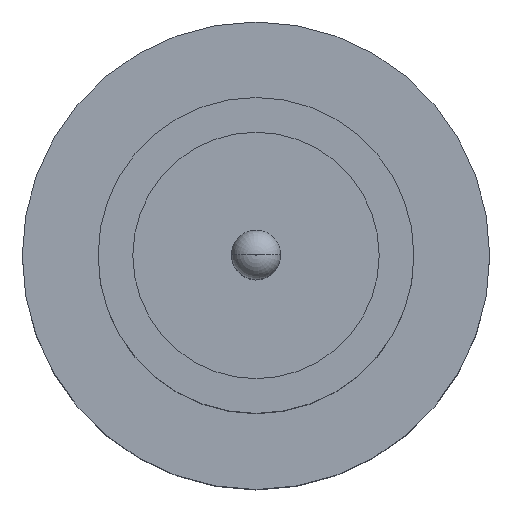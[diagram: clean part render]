
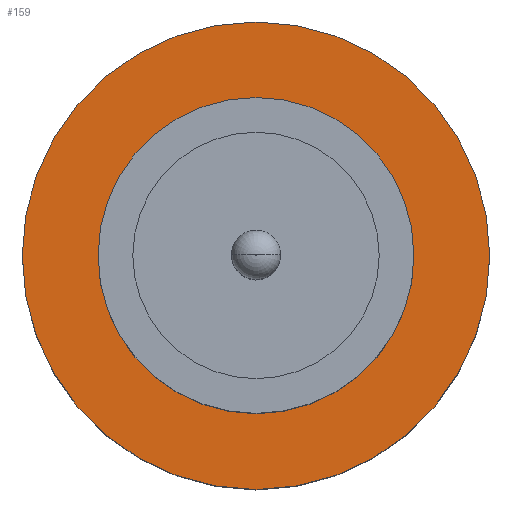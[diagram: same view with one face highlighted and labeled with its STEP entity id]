
A CAD part, top view. The second image highlights one B-rep face of the part: STEP entity #159.
In plain terms, the highlighted planar face has unit normal (0, 0, 1).
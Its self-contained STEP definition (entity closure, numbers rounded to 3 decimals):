
#38 = CARTESIAN_POINT ( 'NONE',  ( 0., 0., 1.55 ) ) ;
#64 = PLANE ( 'NONE',  #419 ) ;
#84 = AXIS2_PLACEMENT_3D ( 'NONE', #143, #644, #276 ) ;
#130 = DIRECTION ( 'NONE',  ( 1., 0., 0. ) ) ;
#143 = CARTESIAN_POINT ( 'NONE',  ( 0., 0., 1.55 ) ) ;
#144 = CARTESIAN_POINT ( 'NONE',  ( 0., 0., 1.55 ) ) ;
#145 = CARTESIAN_POINT ( 'NONE',  ( 0., 0., 1.55 ) ) ;
#159 = ADVANCED_FACE ( 'NONE', ( #409, #221 ), #64, .T. ) ;
#160 = ORIENTED_EDGE ( 'NONE', *, *, #174, .T. ) ;
#174 = EDGE_CURVE ( 'NONE', #199, #649, #529, .T. ) ;
#181 = AXIS2_PLACEMENT_3D ( 'NONE', #38, #353, #356 ) ;
#183 = ORIENTED_EDGE ( 'NONE', *, *, #751, .F. ) ;
#190 = CARTESIAN_POINT ( 'NONE',  ( 1.85, 0., 1.55 ) ) ;
#199 = VERTEX_POINT ( 'NONE', #573 ) ;
#203 = CIRCLE ( 'NONE', #181, 1.25 ) ;
#209 = CARTESIAN_POINT ( 'NONE',  ( 1.25, 0., 1.55 ) ) ;
#211 = DIRECTION ( 'NONE',  ( 1., 0., 0. ) ) ;
#221 = FACE_OUTER_BOUND ( 'NONE', #664, .T. ) ;
#230 = VERTEX_POINT ( 'NONE', #703 ) ;
#251 = VERTEX_POINT ( 'NONE', #209 ) ;
#270 = AXIS2_PLACEMENT_3D ( 'NONE', #144, #326, #130 ) ;
#276 = DIRECTION ( 'NONE',  ( 1., 0., 0. ) ) ;
#302 = CIRCLE ( 'NONE', #324, 1.85 ) ;
#313 = EDGE_CURVE ( 'NONE', #251, #230, #203, .T. ) ;
#324 = AXIS2_PLACEMENT_3D ( 'NONE', #333, #684, #754 ) ;
#326 = DIRECTION ( 'NONE',  ( 0., 0., 1. ) ) ;
#333 = CARTESIAN_POINT ( 'NONE',  ( 0., 0., 1.55 ) ) ;
#353 = DIRECTION ( 'NONE',  ( 0., 0., 1. ) ) ;
#356 = DIRECTION ( 'NONE',  ( 1., 0., 0. ) ) ;
#409 = FACE_BOUND ( 'NONE', #676, .T. ) ;
#419 = AXIS2_PLACEMENT_3D ( 'NONE', #145, #759, #211 ) ;
#529 = CIRCLE ( 'NONE', #84, 1.85 ) ;
#549 = ORIENTED_EDGE ( 'NONE', *, *, #313, .F. ) ;
#573 = CARTESIAN_POINT ( 'NONE',  ( -1.85, 0., 1.55 ) ) ;
#642 = ORIENTED_EDGE ( 'NONE', *, *, #692, .T. ) ;
#644 = DIRECTION ( 'NONE',  ( 0., 0., 1. ) ) ;
#649 = VERTEX_POINT ( 'NONE', #190 ) ;
#664 = EDGE_LOOP ( 'NONE', ( #160, #642 ) ) ;
#676 = EDGE_LOOP ( 'NONE', ( #549, #183 ) ) ;
#684 = DIRECTION ( 'NONE',  ( 0., 0., 1. ) ) ;
#692 = EDGE_CURVE ( 'NONE', #649, #199, #302, .T. ) ;
#703 = CARTESIAN_POINT ( 'NONE',  ( -1.25, 0., 1.55 ) ) ;
#751 = EDGE_CURVE ( 'NONE', #230, #251, #780, .T. ) ;
#754 = DIRECTION ( 'NONE',  ( 1., 0., 0. ) ) ;
#759 = DIRECTION ( 'NONE',  ( 0., 0., 1. ) ) ;
#780 = CIRCLE ( 'NONE', #270, 1.25 ) ;
